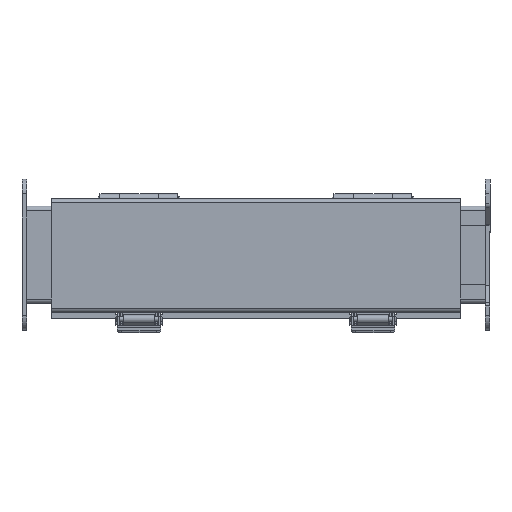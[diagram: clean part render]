
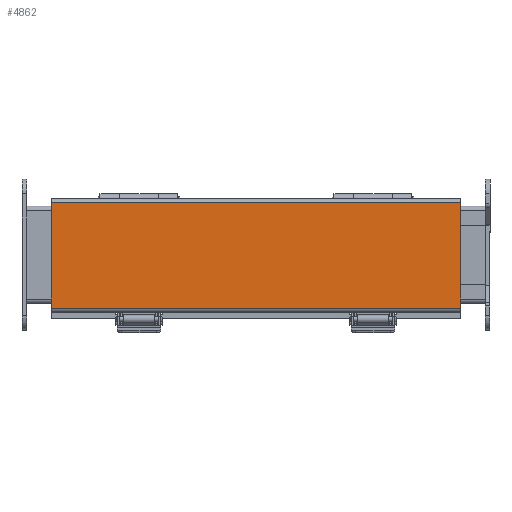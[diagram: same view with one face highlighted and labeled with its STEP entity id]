
A CAD part, front view. The second image highlights one B-rep face of the part: STEP entity #4862.
In plain terms, the highlighted planar face has unit normal (0, -1, 0).
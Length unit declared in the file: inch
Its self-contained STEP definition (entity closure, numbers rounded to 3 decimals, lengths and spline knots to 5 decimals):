
#370 = LINE ( 'NONE', #5034, #3043 ) ;
#429 = DIRECTION ( 'NONE',  ( 0., 0., 1. ) ) ;
#468 = CARTESIAN_POINT ( 'NONE',  ( 5.25, -1.472, 1.3285 ) ) ;
#599 = DIRECTION ( 'NONE',  ( 0., 0., -1. ) ) ;
#639 = LINE ( 'NONE', #468, #4617 ) ;
#1738 = CARTESIAN_POINT ( 'NONE',  ( 5.25, -1.472, 1.4365 ) ) ;
#1960 = EDGE_LOOP ( 'NONE', ( #10683, #9907, #8997, #9617 ) ) ;
#2200 = CARTESIAN_POINT ( 'NONE',  ( 5.25, -1.472, -1.3645 ) ) ;
#2453 = CARTESIAN_POINT ( 'NONE',  ( -5.25, -1.472, -1.3645 ) ) ;
#2519 = DIRECTION ( 'NONE',  ( 0., 0., -1. ) ) ;
#2523 = VERTEX_POINT ( 'NONE', #4459 ) ;
#3043 = VECTOR ( 'NONE', #429, 39.37008 ) ;
#3230 = CARTESIAN_POINT ( 'NONE',  ( 5.25, -1.472, 1.4365 ) ) ;
#3314 = VERTEX_POINT ( 'NONE', #2453 ) ;
#3461 = CARTESIAN_POINT ( 'NONE',  ( -5.25, -1.472, 1.3285 ) ) ;
#4343 = AXIS2_PLACEMENT_3D ( 'NONE', #3230, #6883, #599 ) ;
#4459 = CARTESIAN_POINT ( 'NONE',  ( 5.25, -1.472, 1.3285 ) ) ;
#4474 = EDGE_CURVE ( 'NONE', #2523, #6422, #10847, .T. ) ;
#4617 = VECTOR ( 'NONE', #10523, 39.37008 ) ;
#4862 = ADVANCED_FACE ( 'NONE', ( #5928 ), #5031, .F. ) ;
#4946 = VERTEX_POINT ( 'NONE', #3461 ) ;
#5031 = PLANE ( 'NONE',  #4343 ) ;
#5034 = CARTESIAN_POINT ( 'NONE',  ( -5.25, -1.472, 1.4365 ) ) ;
#5128 = EDGE_CURVE ( 'NONE', #4946, #2523, #639, .T. ) ;
#5928 = FACE_OUTER_BOUND ( 'NONE', #1960, .T. ) ;
#6082 = EDGE_CURVE ( 'NONE', #6422, #3314, #7597, .T. ) ;
#6422 = VERTEX_POINT ( 'NONE', #10223 ) ;
#6883 = DIRECTION ( 'NONE',  ( 0., 1., 0. ) ) ;
#7597 = LINE ( 'NONE', #2200, #11306 ) ;
#8997 = ORIENTED_EDGE ( 'NONE', *, *, #5128, .F. ) ;
#9617 = ORIENTED_EDGE ( 'NONE', *, *, #10037, .F. ) ;
#9907 = ORIENTED_EDGE ( 'NONE', *, *, #4474, .F. ) ;
#10037 = EDGE_CURVE ( 'NONE', #3314, #4946, #370, .T. ) ;
#10223 = CARTESIAN_POINT ( 'NONE',  ( 5.25, -1.472, -1.3645 ) ) ;
#10269 = VECTOR ( 'NONE', #2519, 39.37008 ) ;
#10416 = DIRECTION ( 'NONE',  ( -1., 0., 0. ) ) ;
#10523 = DIRECTION ( 'NONE',  ( 1., 0., 0. ) ) ;
#10683 = ORIENTED_EDGE ( 'NONE', *, *, #6082, .F. ) ;
#10847 = LINE ( 'NONE', #1738, #10269 ) ;
#11306 = VECTOR ( 'NONE', #10416, 39.37008 ) ;
